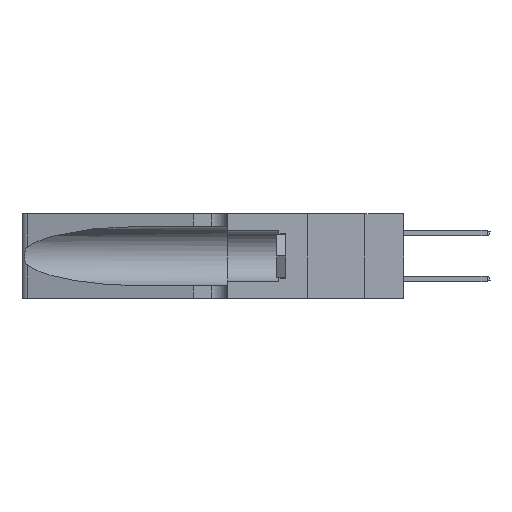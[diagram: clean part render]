
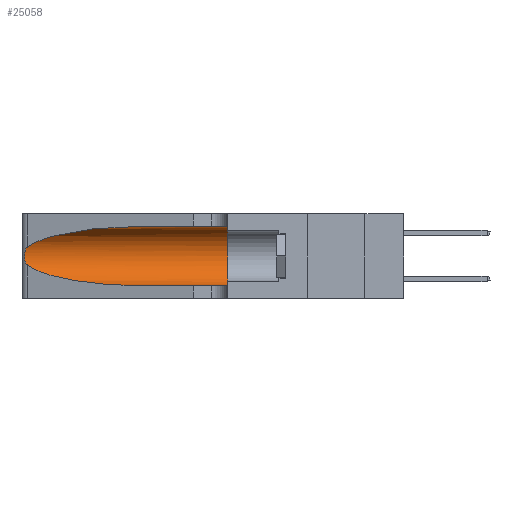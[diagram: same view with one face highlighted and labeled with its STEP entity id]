
A CAD part, left-side view. The second image highlights one B-rep face of the part: STEP entity #25058.
In plain terms, the highlighted cylindrical face has radius 3.308 mm (diameter 6.617 mm), a partial arc.
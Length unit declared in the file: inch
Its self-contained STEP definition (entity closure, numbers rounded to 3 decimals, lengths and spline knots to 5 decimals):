
#658 = CARTESIAN_POINT ( 'NONE',  ( 0.18966, 0.96281, 0.31525 ) ) ;
#1127 = CARTESIAN_POINT ( 'NONE',  ( 0.25487, 1.22718, 0.14631 ) ) ;
#1593 =( BOUNDED_CURVE ( )  B_SPLINE_CURVE ( 3, ( #25715, #31772, #19585, #13248 ),
 .UNSPECIFIED., .F., .F. ) 
 B_SPLINE_CURVE_WITH_KNOTS ( ( 4, 4 ),
 ( 3.44316, 4.71239 ),
 .UNSPECIFIED. ) 
 CURVE ( )  GEOMETRIC_REPRESENTATION_ITEM ( )  RATIONAL_B_SPLINE_CURVE ( ( 1., 0.87, 0.87, 1. ) ) 
 REPRESENTATION_ITEM ( '' )  );
#1932 = VERTEX_POINT ( 'NONE', #23917 ) ;
#2410 = ORIENTED_EDGE ( 'NONE', *, *, #6433, .T. ) ;
#2807 = CARTESIAN_POINT ( 'NONE',  ( 0.25789, 1.23486, 0.15765 ) ) ;
#3603 = VECTOR ( 'NONE', #17762, 39.37008 ) ;
#3972 = CARTESIAN_POINT ( 'NONE',  ( 0.25487, 1.22718, 0.22369 ) ) ;
#4275 = ORIENTED_EDGE ( 'NONE', *, *, #16981, .T. ) ;
#5563 = FACE_OUTER_BOUND ( 'NONE', #26747, .T. ) ;
#5871 = CARTESIAN_POINT ( 'NONE',  ( 0.25555, 1.22993, 0.14849 ) ) ;
#6259 = CARTESIAN_POINT ( 'NONE',  ( 0.25639, 1.23184, 0.21858 ) ) ;
#6433 = EDGE_CURVE ( 'NONE', #14708, #35713, #30221, .T. ) ;
#7328 = EDGE_CURVE ( 'NONE', #14938, #14339, #23326, .T. ) ;
#7472 = CARTESIAN_POINT ( 'NONE',  ( 0.25487, 1.22718, 0.14631 ) ) ;
#7951 = CYLINDRICAL_SURFACE ( 'NONE', #34433, 0.13025 ) ;
#8926 = CARTESIAN_POINT ( 'NONE',  ( 0.25555, 1.22994, 0.2215 ) ) ;
#9087 = VERTEX_POINT ( 'NONE', #1127 ) ;
#9530 = ORIENTED_EDGE ( 'NONE', *, *, #21618, .T. ) ;
#10980 = CARTESIAN_POINT ( 'NONE',  ( 0.1305, 0.72297, 0.31525 ) ) ;
#11971 = CARTESIAN_POINT ( 'NONE',  ( 0.1305, 0.35, 0.185 ) ) ;
#12229 = CARTESIAN_POINT ( 'NONE',  ( 0.25856, 1.23593, 0.16098 ) ) ;
#12533 = CARTESIAN_POINT ( 'NONE',  ( 0.1305, 0.35, 0.31525 ) ) ;
#13248 = CARTESIAN_POINT ( 'NONE',  ( 0.1305, 0.72297, 0.05475 ) ) ;
#13376 = EDGE_CURVE ( 'NONE', #14708, #14938, #17774, .T. ) ;
#13961 = VECTOR ( 'NONE', #20040, 39.37008 ) ;
#14339 = VERTEX_POINT ( 'NONE', #25291 ) ;
#14708 = VERTEX_POINT ( 'NONE', #10980 ) ;
#14841 = CARTESIAN_POINT ( 'NONE',  ( 0.26017, 1.23833, 0.17102 ) ) ;
#14938 = VERTEX_POINT ( 'NONE', #12533 ) ;
#16981 = EDGE_CURVE ( 'NONE', #9087, #1932, #1593, .T. ) ;
#17004 = DIRECTION ( 'NONE',  ( 0., -1., 0. ) ) ;
#17762 = DIRECTION ( 'NONE',  ( 0., -1., 0. ) ) ;
#17774 = LINE ( 'NONE', #19913, #13961 ) ;
#19585 = CARTESIAN_POINT ( 'NONE',  ( 0.18966, 0.96281, 0.05475 ) ) ;
#19913 = CARTESIAN_POINT ( 'NONE',  ( 0.1305, 1.61858, 0.31525 ) ) ;
#20040 = DIRECTION ( 'NONE',  ( 0., -1., 0. ) ) ;
#20271 = B_SPLINE_CURVE_WITH_KNOTS ( 'NONE', 3,
 ( #38941, #8926, #6259, #27324, #32823, #20820, #30341, #33103, #14841, #12229, #2807, #23985, #5871, #7472 ),
 .UNSPECIFIED., .F., .F.,
 ( 4, 2, 2, 2, 2, 2, 4 ),
 ( 0., 0.00027, 0.00053, 0.00107, 0.0016, 0.00187, 0.00214 ),
 .UNSPECIFIED. ) ;
#20820 = CARTESIAN_POINT ( 'NONE',  ( 0.26018, 1.23835, 0.19895 ) ) ;
#20944 = CARTESIAN_POINT ( 'NONE',  ( 0.1305, 1.61858, 0.05475 ) ) ;
#21618 = EDGE_CURVE ( 'NONE', #35713, #9087, #20271, .T. ) ;
#23326 = CIRCLE ( 'NONE', #38049, 0.13025 ) ;
#23917 = CARTESIAN_POINT ( 'NONE',  ( 0.1305, 0.72297, 0.05475 ) ) ;
#23985 = CARTESIAN_POINT ( 'NONE',  ( 0.25639, 1.23186, 0.15144 ) ) ;
#24134 = DIRECTION ( 'NONE',  ( 0., 0., 1. ) ) ;
#24866 = CARTESIAN_POINT ( 'NONE',  ( 0.2373, 1.15595, 0.28018 ) ) ;
#25058 = ADVANCED_FACE ( 'NONE', ( #5563 ), #7951, .F. ) ;
#25291 = CARTESIAN_POINT ( 'NONE',  ( 0.1305, 0.35, 0.05475 ) ) ;
#25715 = CARTESIAN_POINT ( 'NONE',  ( 0.25487, 1.22718, 0.14631 ) ) ;
#26036 = CARTESIAN_POINT ( 'NONE',  ( 0.1305, 1.61858, 0.185 ) ) ;
#26747 = EDGE_LOOP ( 'NONE', ( #2410, #9530, #4275, #38867, #28840, #36163 ) ) ;
#27324 = CARTESIAN_POINT ( 'NONE',  ( 0.25787, 1.23484, 0.2124 ) ) ;
#27654 = CARTESIAN_POINT ( 'NONE',  ( 0.1305, 0.72297, 0.31525 ) ) ;
#28840 = ORIENTED_EDGE ( 'NONE', *, *, #7328, .F. ) ;
#30221 =( BOUNDED_CURVE ( )  B_SPLINE_CURVE ( 3, ( #27654, #658, #24866, #3972 ),
 .UNSPECIFIED., .F., .T. ) 
 B_SPLINE_CURVE_WITH_KNOTS ( ( 4, 4 ),
 ( 1.5708, 2.84003 ),
 .UNSPECIFIED. ) 
 CURVE ( )  GEOMETRIC_REPRESENTATION_ITEM ( )  RATIONAL_B_SPLINE_CURVE ( ( 1., 0.87, 0.87, 1. ) ) 
 REPRESENTATION_ITEM ( '' )  );
#30341 = CARTESIAN_POINT ( 'NONE',  ( 0.26075, 1.23896, 0.19203 ) ) ;
#31054 = LINE ( 'NONE', #20944, #3603 ) ;
#31376 = EDGE_CURVE ( 'NONE', #1932, #14339, #31054, .T. ) ;
#31772 = CARTESIAN_POINT ( 'NONE',  ( 0.2373, 1.15595, 0.08982 ) ) ;
#32090 = DIRECTION ( 'NONE',  ( 0., 0., -1. ) ) ;
#32823 = CARTESIAN_POINT ( 'NONE',  ( 0.25854, 1.2359, 0.20912 ) ) ;
#33103 = CARTESIAN_POINT ( 'NONE',  ( 0.26075, 1.23896, 0.178 ) ) ;
#34433 = AXIS2_PLACEMENT_3D ( 'NONE', #26036, #17004, #32090 ) ;
#35713 = VERTEX_POINT ( 'NONE', #38031 ) ;
#36163 = ORIENTED_EDGE ( 'NONE', *, *, #13376, .F. ) ;
#38031 = CARTESIAN_POINT ( 'NONE',  ( 0.25487, 1.22718, 0.22369 ) ) ;
#38049 = AXIS2_PLACEMENT_3D ( 'NONE', #11971, #38828, #24134 ) ;
#38828 = DIRECTION ( 'NONE',  ( 0., 1., 0. ) ) ;
#38867 = ORIENTED_EDGE ( 'NONE', *, *, #31376, .T. ) ;
#38941 = CARTESIAN_POINT ( 'NONE',  ( 0.25487, 1.22718, 0.22369 ) ) ;
